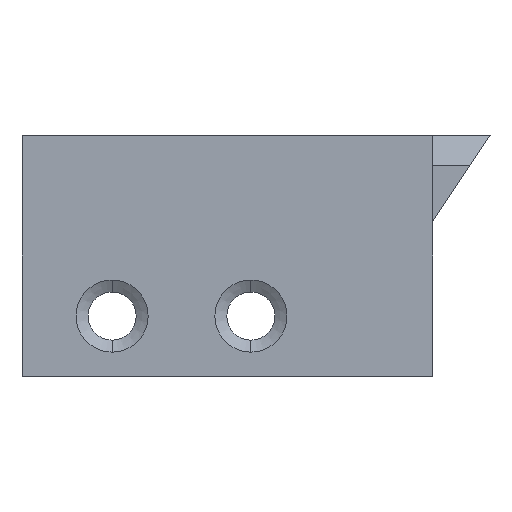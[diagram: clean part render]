
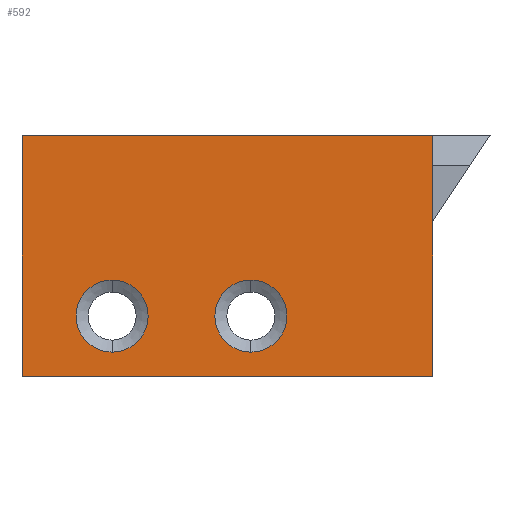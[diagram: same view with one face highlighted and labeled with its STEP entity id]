
A CAD part, front view. The second image highlights one B-rep face of the part: STEP entity #592.
In plain terms, the highlighted planar face has unit normal (0, -1, 0).
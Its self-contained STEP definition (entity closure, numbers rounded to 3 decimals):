
#49 = ORIENTED_EDGE ( 'NONE', *, *, #72, .F. ) ;
#72 = EDGE_CURVE ( 'NONE', #3422, #559, #434, .T. ) ;
#127 = DIRECTION ( 'NONE',  ( 0., 0., -1. ) ) ;
#144 = CARTESIAN_POINT ( 'NONE',  ( 6.628, -1.165, 3. ) ) ;
#195 = CARTESIAN_POINT ( 'NONE',  ( -7.04, -1.165, 3. ) ) ;
#217 = ORIENTED_EDGE ( 'NONE', *, *, #1311, .F. ) ;
#309 = ORIENTED_EDGE ( 'NONE', *, *, #660, .F. ) ;
#330 = VERTEX_POINT ( 'NONE', #3496 ) ;
#342 = CARTESIAN_POINT ( 'NONE',  ( 3.04, -1.165, 3. ) ) ;
#417 = LINE ( 'NONE', #144, #3269 ) ;
#434 = CIRCLE ( 'NONE', #3210, 1.2 ) ;
#494 = EDGE_LOOP ( 'NONE', ( #2830, #564, #822, #574 ) ) ;
#559 = VERTEX_POINT ( 'NONE', #2902 ) ;
#564 = ORIENTED_EDGE ( 'NONE', *, *, #949, .F. ) ;
#572 = CARTESIAN_POINT ( 'NONE',  ( 6.628, -1.165, -5. ) ) ;
#574 = ORIENTED_EDGE ( 'NONE', *, *, #913, .T. ) ;
#592 = ADVANCED_FACE ( 'NONE', ( #2429, #2937, #1854 ), #2166, .F. ) ;
#660 = EDGE_CURVE ( 'NONE', #559, #3422, #2644, .T. ) ;
#756 = DIRECTION ( 'NONE',  ( 0., 1., 0. ) ) ;
#785 = CIRCLE ( 'NONE', #1353, 1.2 ) ;
#822 = ORIENTED_EDGE ( 'NONE', *, *, #2552, .F. ) ;
#912 = DIRECTION ( 'NONE',  ( 0., 0., -1. ) ) ;
#913 = EDGE_CURVE ( 'NONE', #2387, #3327, #1720, .T. ) ;
#949 = EDGE_CURVE ( 'NONE', #1204, #2023, #417, .T. ) ;
#1032 = DIRECTION ( 'NONE',  ( 0., 0., -1. ) ) ;
#1058 = DIRECTION ( 'NONE',  ( -1., 0., 0. ) ) ;
#1083 = DIRECTION ( 'NONE',  ( 0., -1., 0. ) ) ;
#1137 = CARTESIAN_POINT ( 'NONE',  ( 7.581, -1.165, -5. ) ) ;
#1204 = VERTEX_POINT ( 'NONE', #1757 ) ;
#1311 = EDGE_CURVE ( 'NONE', #330, #3361, #1736, .T. ) ;
#1353 = AXIS2_PLACEMENT_3D ( 'NONE', #2747, #3003, #1403 ) ;
#1396 = LINE ( 'NONE', #1137, #3219 ) ;
#1403 = DIRECTION ( 'NONE',  ( 0., 0., -1. ) ) ;
#1420 = DIRECTION ( 'NONE',  ( 1., 0., 0. ) ) ;
#1489 = ORIENTED_EDGE ( 'NONE', *, *, #2522, .F. ) ;
#1500 = CARTESIAN_POINT ( 'NONE',  ( -4.04, -1.165, -1.8 ) ) ;
#1509 = CARTESIAN_POINT ( 'NONE',  ( -4.04, -1.165, -3. ) ) ;
#1602 = DIRECTION ( 'NONE',  ( -1., 0., 0. ) ) ;
#1617 = AXIS2_PLACEMENT_3D ( 'NONE', #2145, #756, #1602 ) ;
#1685 = LINE ( 'NONE', #342, #2883 ) ;
#1720 = LINE ( 'NONE', #3081, #1794 ) ;
#1736 = CIRCLE ( 'NONE', #2081, 1.2 ) ;
#1757 = CARTESIAN_POINT ( 'NONE',  ( 6.628, -1.165, 3. ) ) ;
#1794 = VECTOR ( 'NONE', #127, 1000. ) ;
#1845 = DIRECTION ( 'NONE',  ( 0., 0., -1. ) ) ;
#1854 = FACE_OUTER_BOUND ( 'NONE', #494, .T. ) ;
#2023 = VERTEX_POINT ( 'NONE', #572 ) ;
#2054 = CARTESIAN_POINT ( 'NONE',  ( 0.581, -1.165, -1.8 ) ) ;
#2081 = AXIS2_PLACEMENT_3D ( 'NONE', #1509, #2919, #1032 ) ;
#2145 = CARTESIAN_POINT ( 'NONE',  ( 13.442, -1.165, 3. ) ) ;
#2156 = EDGE_CURVE ( 'NONE', #2023, #3327, #1396, .T. ) ;
#2166 = PLANE ( 'NONE',  #1617 ) ;
#2387 = VERTEX_POINT ( 'NONE', #195 ) ;
#2429 = FACE_BOUND ( 'NONE', #3080, .T. ) ;
#2522 = EDGE_CURVE ( 'NONE', #3361, #330, #785, .T. ) ;
#2552 = EDGE_CURVE ( 'NONE', #2387, #1204, #1685, .T. ) ;
#2644 = CIRCLE ( 'NONE', #2924, 1.2 ) ;
#2736 = EDGE_LOOP ( 'NONE', ( #309, #49 ) ) ;
#2747 = CARTESIAN_POINT ( 'NONE',  ( -4.04, -1.165, -3. ) ) ;
#2830 = ORIENTED_EDGE ( 'NONE', *, *, #2156, .F. ) ;
#2883 = VECTOR ( 'NONE', #1420, 1000. ) ;
#2901 = DIRECTION ( 'NONE',  ( 0., -1., 0. ) ) ;
#2902 = CARTESIAN_POINT ( 'NONE',  ( 0.581, -1.165, -4.2 ) ) ;
#2919 = DIRECTION ( 'NONE',  ( 0., -1., 0. ) ) ;
#2924 = AXIS2_PLACEMENT_3D ( 'NONE', #3435, #1083, #3249 ) ;
#2937 = FACE_BOUND ( 'NONE', #2736, .T. ) ;
#3003 = DIRECTION ( 'NONE',  ( 0., -1., 0. ) ) ;
#3080 = EDGE_LOOP ( 'NONE', ( #217, #1489 ) ) ;
#3081 = CARTESIAN_POINT ( 'NONE',  ( -7.04, -1.165, -5. ) ) ;
#3188 = CARTESIAN_POINT ( 'NONE',  ( 0.581, -1.165, -3. ) ) ;
#3210 = AXIS2_PLACEMENT_3D ( 'NONE', #3188, #2901, #1845 ) ;
#3219 = VECTOR ( 'NONE', #1058, 1000. ) ;
#3249 = DIRECTION ( 'NONE',  ( 0., 0., -1. ) ) ;
#3269 = VECTOR ( 'NONE', #912, 1000. ) ;
#3327 = VERTEX_POINT ( 'NONE', #3401 ) ;
#3361 = VERTEX_POINT ( 'NONE', #1500 ) ;
#3401 = CARTESIAN_POINT ( 'NONE',  ( -7.04, -1.165, -5. ) ) ;
#3422 = VERTEX_POINT ( 'NONE', #2054 ) ;
#3435 = CARTESIAN_POINT ( 'NONE',  ( 0.581, -1.165, -3. ) ) ;
#3496 = CARTESIAN_POINT ( 'NONE',  ( -4.04, -1.165, -4.2 ) ) ;
